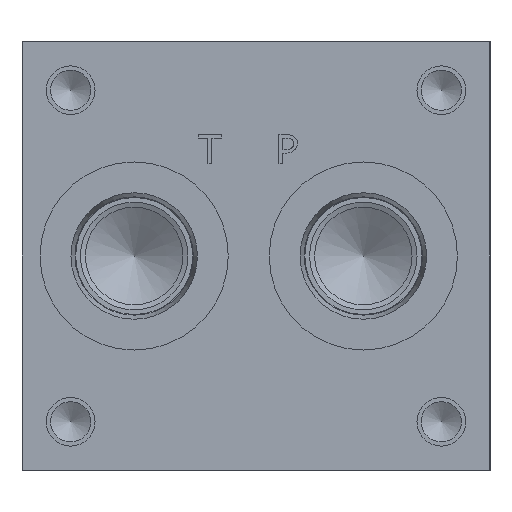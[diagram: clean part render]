
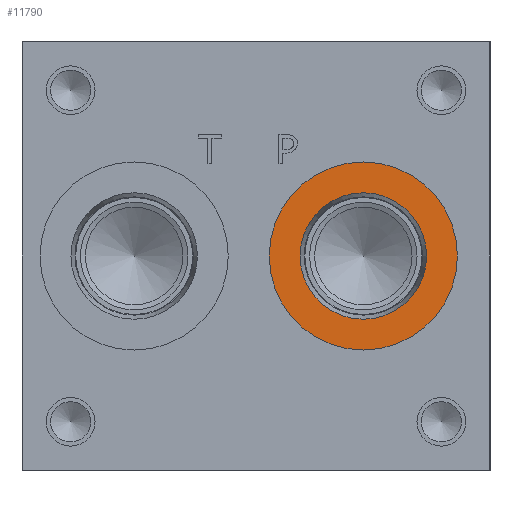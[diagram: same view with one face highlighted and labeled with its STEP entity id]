
A CAD part, left-side view. The second image highlights one B-rep face of the part: STEP entity #11790.
In plain terms, the highlighted planar face has unit normal (-1, 0, 0).
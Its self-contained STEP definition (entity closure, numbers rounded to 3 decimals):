
#800=CIRCLE('',#12454,15.316);
#801=CIRCLE('',#12455,15.316);
#802=CIRCLE('',#12457,10.3);
#803=CIRCLE('',#12458,10.3);
#943=FACE_BOUND('',#2208,.T.);
#1513=FACE_OUTER_BOUND('',#2207,.T.);
#2207=EDGE_LOOP('',(#10223,#10224));
#2208=EDGE_LOOP('',(#10225,#10226));
#5460=VERTEX_POINT('',#20252);
#5461=VERTEX_POINT('',#20254);
#5462=VERTEX_POINT('',#20258);
#5463=VERTEX_POINT('',#20259);
#7076=EDGE_CURVE('',#5460,#5461,#800,.T.);
#7077=EDGE_CURVE('',#5461,#5460,#801,.T.);
#7078=EDGE_CURVE('',#5462,#5463,#802,.T.);
#7079=EDGE_CURVE('',#5463,#5462,#803,.T.);
#10223=ORIENTED_EDGE('',*,*,#7077,.F.);
#10224=ORIENTED_EDGE('',*,*,#7076,.F.);
#10225=ORIENTED_EDGE('',*,*,#7078,.T.);
#10226=ORIENTED_EDGE('',*,*,#7079,.T.);
#10770=PLANE('',#12456);
#11790=ADVANCED_FACE('',(#1513,#943),#10770,.F.);
#12454=AXIS2_PLACEMENT_3D('',#20255,#14803,#14804);
#12455=AXIS2_PLACEMENT_3D('',#20256,#14805,#14806);
#12456=AXIS2_PLACEMENT_3D('',#20257,#14807,#14808);
#12457=AXIS2_PLACEMENT_3D('',#20260,#14809,#14810);
#12458=AXIS2_PLACEMENT_3D('',#20261,#14811,#14812);
#14803=DIRECTION('center_axis',(1.,0.,0.));
#14804=DIRECTION('ref_axis',(0.,0.,-1.));
#14805=DIRECTION('center_axis',(1.,0.,0.));
#14806=DIRECTION('ref_axis',(0.,0.,-1.));
#14807=DIRECTION('center_axis',(1.,0.,0.));
#14808=DIRECTION('ref_axis',(0.,0.,-1.));
#14809=DIRECTION('center_axis',(1.,0.,0.));
#14810=DIRECTION('ref_axis',(0.,0.,-1.));
#14811=DIRECTION('center_axis',(1.,0.,0.));
#14812=DIRECTION('ref_axis',(0.,0.,-1.));
#20252=CARTESIAN_POINT('',(0.787,20.625,19.609));
#20254=CARTESIAN_POINT('',(0.787,20.625,50.241));
#20255=CARTESIAN_POINT('Origin',(0.787,20.625,34.925));
#20256=CARTESIAN_POINT('Origin',(0.787,20.625,34.925));
#20257=CARTESIAN_POINT('Origin',(0.787,20.625,45.225));
#20258=CARTESIAN_POINT('',(0.787,20.625,45.225));
#20259=CARTESIAN_POINT('',(0.787,20.625,24.625));
#20260=CARTESIAN_POINT('Origin',(0.787,20.625,34.925));
#20261=CARTESIAN_POINT('Origin',(0.787,20.625,34.925));
